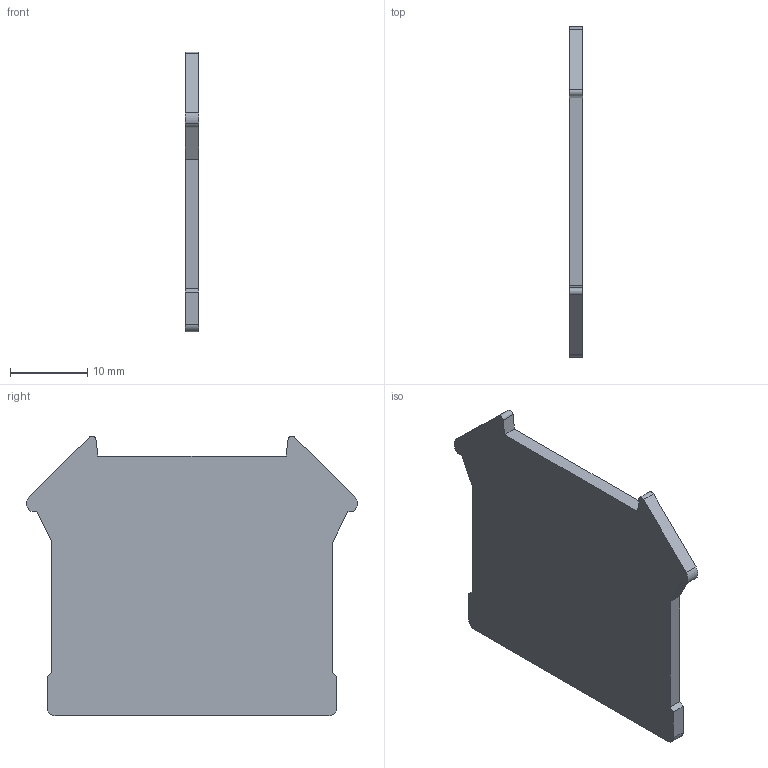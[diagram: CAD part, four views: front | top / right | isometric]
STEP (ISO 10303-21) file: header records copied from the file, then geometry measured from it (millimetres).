
FILE_DESCRIPTION( ('This file contains a STEP AP42 implementation' ,'as created by ZW3D STEP Interface translator.') ,'2;1' );
FILE_NAME( 'D-RTB3-10傷啣耀倰.stp' ,'23 4 7.151031', (''), ('ZWCAD Software Co.'), 'Version 1.0', 'ZW3D to STEP translator', '' );
FILE_SCHEMA(('AUTOMOTIVE_DESIGN { 1 0 10303 214 1 1 1 1 }'));
Length unit declared in the file: millimetre
Products named in the file (2): 0; D-RTB3-10傷啣耀倰
Bounding box: 1.8 x 42.74 x 36.18 mm (x, y, z)
Volume: 2262 mm3; surface area: 2782.5 mm2
Topology: 1 solids, 1 shells, 24 faces, 66 edges, 44 vertices
Faces by surface type: plane 16, cylinder 8
Entity records: 820 total; most frequent: CARTESIAN_POINT 135, DIRECTION 132, ORIENTED_EDGE 132, EDGE_CURVE 66, VECTOR 50, LINE 50, VERTEX_POINT 44, AXIS2_PLACEMENT_3D 41
